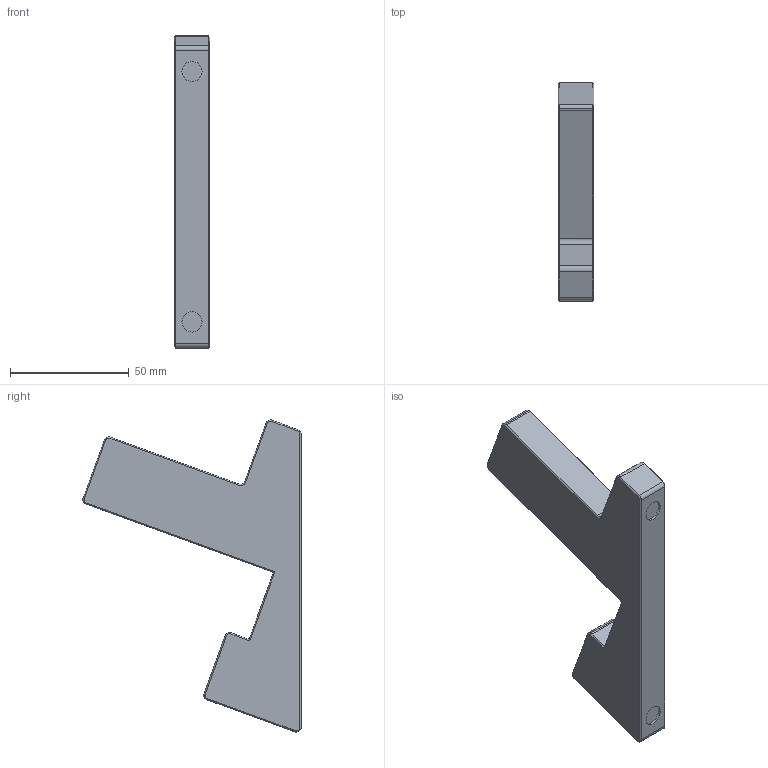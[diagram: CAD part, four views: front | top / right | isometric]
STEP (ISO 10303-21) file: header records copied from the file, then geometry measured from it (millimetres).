
FILE_DESCRIPTION (( 'STEP AP203' ), '1' );
FILE_NAME ('stand_base.STEP', '2022-02-19T19:05:26', ( '' ), ( '' ), 'SwSTEP 2.0', 'SolidWorks 2021', '' );
FILE_SCHEMA (( 'CONFIG_CONTROL_DESIGN' ));
Length unit declared in the file: millimetre
Products named in the file (1): stand_base
Bounding box: 15 x 91.87 x 131.41 mm (x, y, z)
Volume: 76163 mm3; surface area: 16820.1 mm2
Topology: 1 solids, 1 shells, 76 faces, 174 edges, 102 vertices
Faces by surface type: plane 34, cone 26, cylinder 16
Entity records: 2181 total; most frequent: DIRECTION 390, CARTESIAN_POINT 353, ORIENTED_EDGE 348, EDGE_CURVE 174, AXIS2_PLACEMENT_3D 139, LINE 112, VECTOR 112, VERTEX_POINT 102
